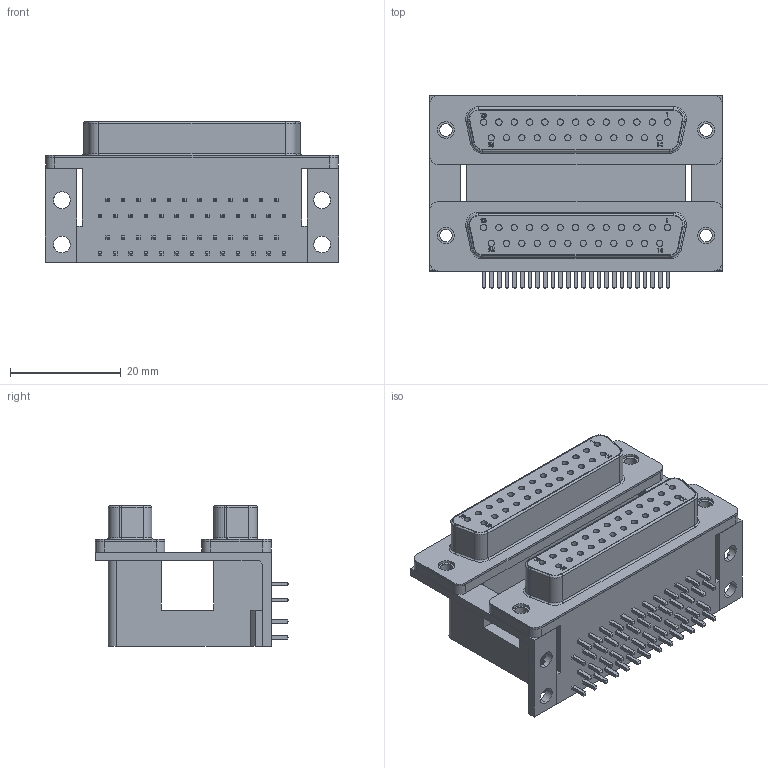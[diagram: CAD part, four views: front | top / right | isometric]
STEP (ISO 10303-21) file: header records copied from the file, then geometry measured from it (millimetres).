
FILE_DESCRIPTION (( 'STEP AP214' ), '1' );
FILE_NAME ('178-025-513.STEP', '2015-07-13T13:24:14', ( '' ), ( '' ), 'SwSTEP 2.0', 'SolidWorks 2014', '' );
FILE_SCHEMA (( 'AUTOMOTIVE_DESIGN' ));
Length unit declared in the file: inch
Products named in the file (1): 178-025-513
Bounding box: 53.04 x 34.95 x 25.43 mm (x, y, z)
Volume: 23051.8 mm3; surface area: 14206.6 mm2
Topology: 1 solids, 1 shells, 991 faces, 2366 edges, 1498 vertices
Faces by surface type: plane 721, cylinder 196, bspline 54, torus 20
Entity records: 31981 total; most frequent: CARTESIAN_POINT 8062, ORIENTED_EDGE 4732, DIRECTION 4576, EDGE_CURVE 2366, VECTOR 1816, LINE 1816, VERTEX_POINT 1498, AXIS2_PLACEMENT_3D 1380
